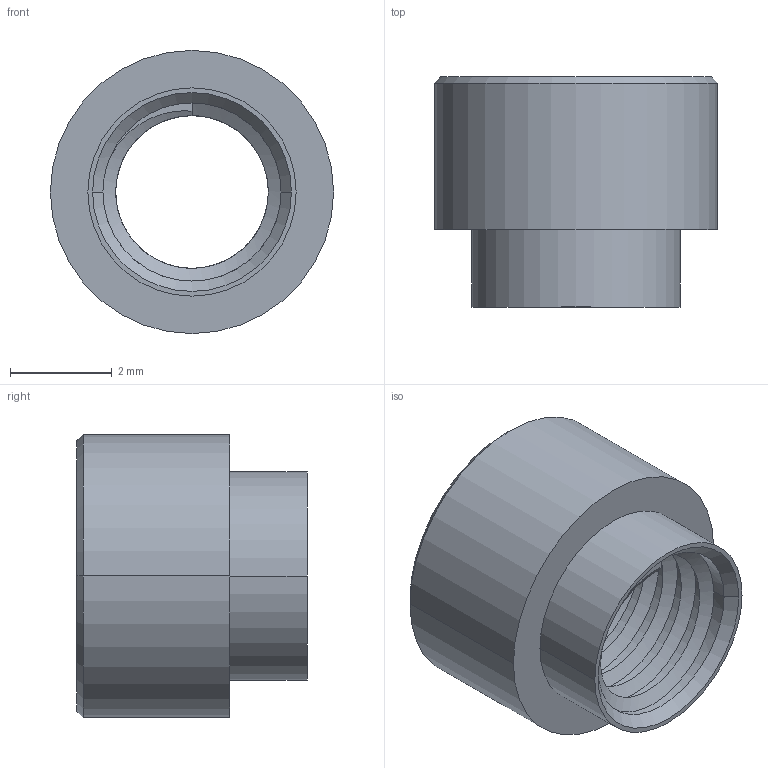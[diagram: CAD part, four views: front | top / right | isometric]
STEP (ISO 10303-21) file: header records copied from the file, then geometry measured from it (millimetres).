
FILE_DESCRIPTION (( 'STEP AP214' ), '1' );
FILE_NAME ('24882.STEP', '2016-11-16T17:33:57', ( '' ), ( '' ), 'SwSTEP 2.0', 'SolidWorks 2013', '' );
FILE_SCHEMA (( 'AUTOMOTIVE_DESIGN' ));
Length unit declared in the file: millimetre
Products named in the file (1): 24882
Bounding box: 5.56 x 4.52 x 5.56 mm (x, y, z)
Volume: 51.8 mm3; surface area: 169.4 mm2
Topology: 1 solids, 1 shells, 37 faces, 94 edges, 61 vertices
Faces by surface type: cylinder 22, plane 7, cone 6, bspline 2
Entity records: 1967 total; most frequent: CARTESIAN_POINT 1126, ORIENTED_EDGE 186, DIRECTION 153, EDGE_CURVE 93, VERTEX_POINT 59, AXIS2_PLACEMENT_3D 59, EDGE_LOOP 40, ADVANCED_FACE 37
